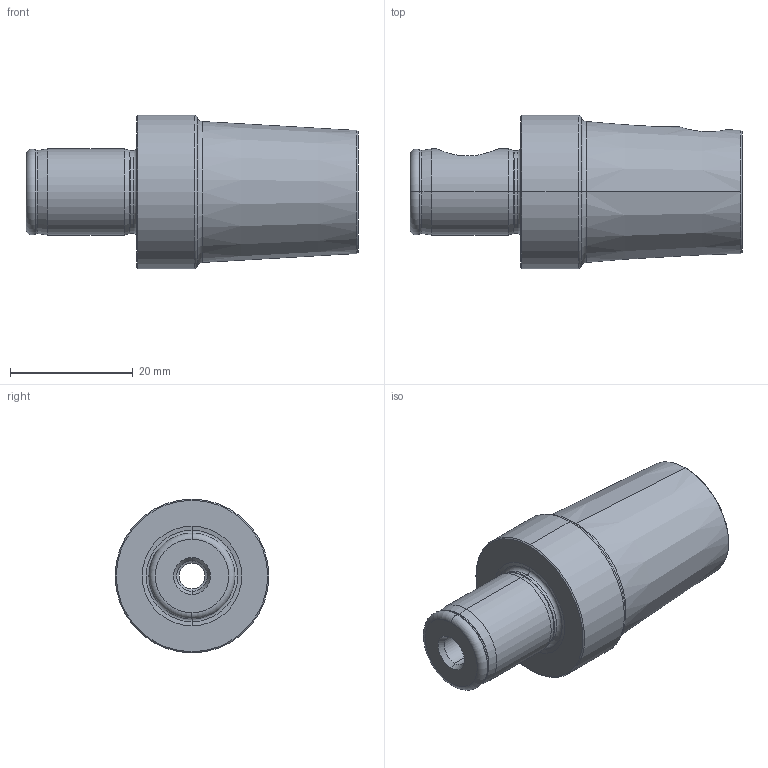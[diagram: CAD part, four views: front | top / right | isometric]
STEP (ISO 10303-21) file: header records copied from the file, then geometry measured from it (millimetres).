
FILE_DESCRIPTION (( 'STEP AP203' ), '1' );
FILE_NAME ('A84.025.020.036.STEP', '2018-03-13T14:11:07', ( 'SWIAdmin' ), ( 'Hewlett-Packard Company' ), 'SwSTEP 2.0', 'SolidWorks 2017', '' );
FILE_SCHEMA (( 'CONFIG_CONTROL_DESIGN' ));
Length unit declared in the file: millimetre
Products named in the file (3): WH2-WH1.K01.036_B; A84.025.020.036; WH1-ER1.001.008
Assembly tree (2 placements, depth 2):
  A84.025.020.036
    WH2-WH1.K01.036_B
    WH1-ER1.001.008
Bounding box: 54 x 25 x 25 mm (x, y, z)
Volume: 14896.9 mm3; surface area: 5374 mm2
Topology: 2 solids, 2 shells, 94 faces, 198 edges, 109 vertices
Faces by surface type: cone 34, torus 22, cylinder 20, plane 18
Entity records: 3065 total; most frequent: CARTESIAN_POINT 716, DIRECTION 486, ORIENTED_EDGE 392, AXIS2_PLACEMENT_3D 207, EDGE_CURVE 196, VERTEX_POINT 109, CIRCLE 108, EDGE_LOOP 103
